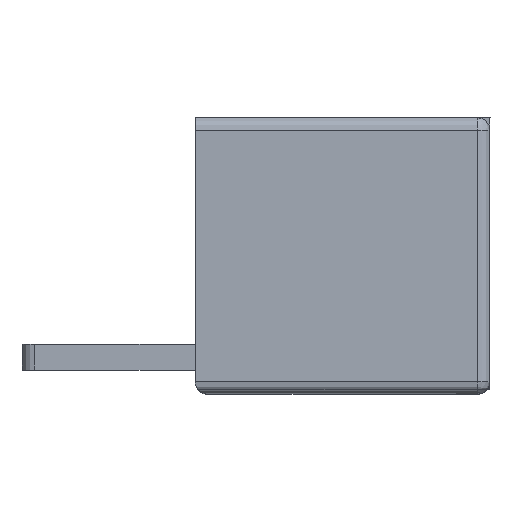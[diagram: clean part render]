
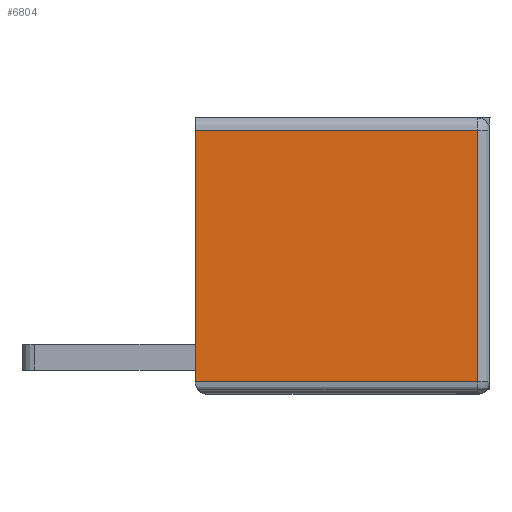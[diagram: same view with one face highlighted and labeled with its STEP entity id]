
A CAD part, left-side view. The second image highlights one B-rep face of the part: STEP entity #6804.
In plain terms, the highlighted planar face has unit normal (-1, 0, 0).
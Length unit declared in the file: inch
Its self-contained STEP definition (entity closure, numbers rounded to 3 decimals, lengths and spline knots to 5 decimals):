
#549 = ORIENTED_EDGE ( 'NONE', *, *, #7773, .F. ) ;
#1671 = CARTESIAN_POINT ( 'NONE',  ( -0.91338, 0.12923, 0.70782 ) ) ;
#2547 = VERTEX_POINT ( 'NONE', #5092 ) ;
#2921 = EDGE_CURVE ( 'NONE', #7078, #2547, #5265, .T. ) ;
#3061 = DIRECTION ( 'NONE',  ( 0., 1., 0. ) ) ;
#3080 = EDGE_CURVE ( 'NONE', #2547, #11166, #3782, .T. ) ;
#3347 = ORIENTED_EDGE ( 'NONE', *, *, #3080, .F. ) ;
#3776 = DIRECTION ( 'NONE',  ( 0., 0., -1. ) ) ;
#3782 = LINE ( 'NONE', #9619, #9684 ) ;
#3928 = AXIS2_PLACEMENT_3D ( 'NONE', #12640, #6817, #3776 ) ;
#5092 = CARTESIAN_POINT ( 'NONE',  ( -0.91338, 0.99537, 1.47947 ) ) ;
#5265 = LINE ( 'NONE', #10349, #11770 ) ;
#5297 = CARTESIAN_POINT ( 'NONE',  ( -0.91338, 0.12923, 1.47947 ) ) ;
#6804 = ADVANCED_FACE ( 'NONE', ( #7809 ), #11644, .F. ) ;
#6817 = DIRECTION ( 'NONE',  ( 1., 0., 0. ) ) ;
#6838 = EDGE_LOOP ( 'NONE', ( #549, #10621, #3347, #9855 ) ) ;
#7048 = CARTESIAN_POINT ( 'NONE',  ( -0.91338, 0.12923, 0.88105 ) ) ;
#7078 = VERTEX_POINT ( 'NONE', #9468 ) ;
#7178 = VERTEX_POINT ( 'NONE', #1671 ) ;
#7773 = EDGE_CURVE ( 'NONE', #7178, #7078, #12106, .T. ) ;
#7809 = FACE_OUTER_BOUND ( 'NONE', #6838, .T. ) ;
#8885 = EDGE_CURVE ( 'NONE', #11166, #7178, #9966, .T. ) ;
#9295 = DIRECTION ( 'NONE',  ( 0., 0., 1. ) ) ;
#9468 = CARTESIAN_POINT ( 'NONE',  ( -0.91338, 0.99537, 0.70782 ) ) ;
#9619 = CARTESIAN_POINT ( 'NONE',  ( -0.91338, 0.32608, 1.47947 ) ) ;
#9684 = VECTOR ( 'NONE', #9808, 39.37008 ) ;
#9808 = DIRECTION ( 'NONE',  ( 0., -1., 0. ) ) ;
#9855 = ORIENTED_EDGE ( 'NONE', *, *, #2921, .F. ) ;
#9966 = LINE ( 'NONE', #7048, #13034 ) ;
#10349 = CARTESIAN_POINT ( 'NONE',  ( -0.91338, 0.99537, 0.68419 ) ) ;
#10500 = VECTOR ( 'NONE', #3061, 39.37008 ) ;
#10621 = ORIENTED_EDGE ( 'NONE', *, *, #8885, .F. ) ;
#10952 = DIRECTION ( 'NONE',  ( 0., 0., -1. ) ) ;
#11166 = VERTEX_POINT ( 'NONE', #5297 ) ;
#11644 = PLANE ( 'NONE',  #3928 ) ;
#11770 = VECTOR ( 'NONE', #9295, 39.37008 ) ;
#12106 = LINE ( 'NONE', #13039, #10500 ) ;
#12640 = CARTESIAN_POINT ( 'NONE',  ( -0.91338, 0.5623, 1.09364 ) ) ;
#13034 = VECTOR ( 'NONE', #10952, 39.37008 ) ;
#13039 = CARTESIAN_POINT ( 'NONE',  ( -0.91338, 0.5623, 0.70782 ) ) ;
